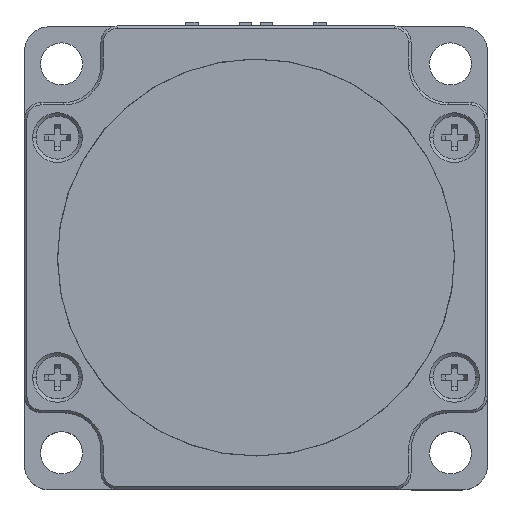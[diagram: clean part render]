
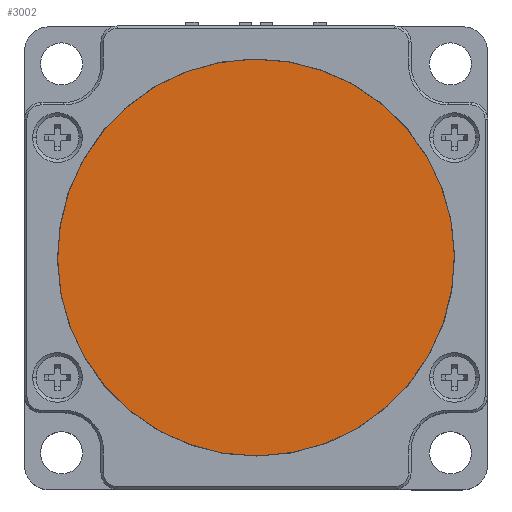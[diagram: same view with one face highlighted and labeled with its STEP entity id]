
A CAD part, top view. The second image highlights one B-rep face of the part: STEP entity #3002.
In plain terms, the highlighted face is planar.
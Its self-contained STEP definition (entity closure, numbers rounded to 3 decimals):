
#434 = DIRECTION ( 'NONE',  ( 0., 0., 1. ) ) ;
#530 = DIRECTION ( 'NONE',  ( 0., 0., 1. ) ) ;
#1601 = DIRECTION ( 'NONE',  ( 1., 0., 0. ) ) ;
#1811 = EDGE_LOOP ( 'NONE', ( #3606, #13560 ) ) ;
#2411 = CARTESIAN_POINT ( 'NONE',  ( 0., 0., 0. ) ) ;
#3002 = ADVANCED_FACE ( 'NONE', ( #11382 ), #6527, .F. ) ;
#3606 = ORIENTED_EDGE ( 'NONE', *, *, #11179, .F. ) ;
#3641 = DIRECTION ( 'NONE',  ( 0., 0., 1. ) ) ;
#3664 = CARTESIAN_POINT ( 'NONE',  ( -24., 0., 0. ) ) ;
#3741 = AXIS2_PLACEMENT_3D ( 'NONE', #2411, #3641, #14743 ) ;
#3994 = CIRCLE ( 'NONE', #3741, 24. ) ;
#5542 = DIRECTION ( 'NONE',  ( 1., 0., 0. ) ) ;
#5549 = AXIS2_PLACEMENT_3D ( 'NONE', #8823, #434, #1601 ) ;
#6527 = PLANE ( 'NONE',  #5549 ) ;
#8152 = CIRCLE ( 'NONE', #9199, 24. ) ;
#8823 = CARTESIAN_POINT ( 'NONE',  ( 0., 0., 0. ) ) ;
#9199 = AXIS2_PLACEMENT_3D ( 'NONE', #16124, #530, #5542 ) ;
#10900 = VERTEX_POINT ( 'NONE', #3664 ) ;
#11179 = EDGE_CURVE ( 'NONE', #10900, #12577, #8152, .T. ) ;
#11382 = FACE_OUTER_BOUND ( 'NONE', #1811, .T. ) ;
#12577 = VERTEX_POINT ( 'NONE', #16063 ) ;
#13560 = ORIENTED_EDGE ( 'NONE', *, *, #15893, .F. ) ;
#14743 = DIRECTION ( 'NONE',  ( 1., 0., 0. ) ) ;
#15893 = EDGE_CURVE ( 'NONE', #12577, #10900, #3994, .T. ) ;
#16063 = CARTESIAN_POINT ( 'NONE',  ( 24., 0., 0. ) ) ;
#16124 = CARTESIAN_POINT ( 'NONE',  ( 0., 0., 0. ) ) ;
